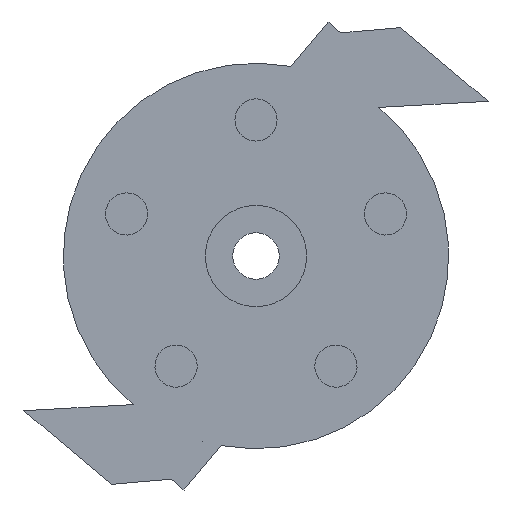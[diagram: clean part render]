
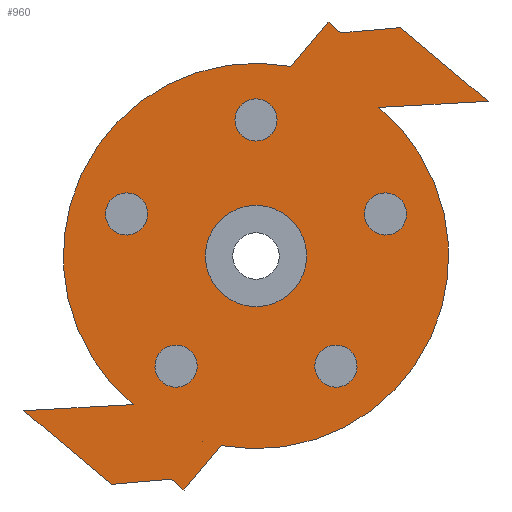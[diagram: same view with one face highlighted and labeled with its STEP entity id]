
A CAD part, left-side view. The second image highlights one B-rep face of the part: STEP entity #960.
In plain terms, the highlighted planar face has unit normal (-1, 0, 0).
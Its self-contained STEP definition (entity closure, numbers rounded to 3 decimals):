
#26=FACE_BOUND('',#190,.T.);
#27=FACE_BOUND('',#191,.T.);
#28=FACE_BOUND('',#192,.T.);
#29=FACE_BOUND('',#193,.T.);
#30=FACE_BOUND('',#194,.T.);
#31=FACE_BOUND('',#195,.T.);
#32=FACE_BOUND('',#196,.T.);
#33=CIRCLE('',#978,22.847);
#36=CIRCLE('',#982,22.847);
#53=CIRCLE('',#1023,2.5);
#54=CIRCLE('',#1025,2.5);
#55=CIRCLE('',#1027,2.5);
#56=CIRCLE('',#1029,2.5);
#57=CIRCLE('',#1031,2.5);
#59=CIRCLE('',#1045,22.847);
#60=CIRCLE('',#1048,6.);
#127=FACE_OUTER_BOUND('',#189,.T.);
#189=EDGE_LOOP('',(#850,#851,#852,#853,#854,#855,#856,#857,#858,#859,#860,
#861));
#190=EDGE_LOOP('',(#862,#863,#864));
#191=EDGE_LOOP('',(#865));
#192=EDGE_LOOP('',(#866));
#193=EDGE_LOOP('',(#867));
#194=EDGE_LOOP('',(#868));
#195=EDGE_LOOP('',(#869));
#196=EDGE_LOOP('',(#870));
#201=LINE('',#1331,#302);
#242=LINE('',#1439,#343);
#244=LINE('',#1442,#345);
#270=LINE('',#1504,#371);
#272=LINE('',#1508,#373);
#279=LINE('',#1535,#380);
#281=LINE('',#1539,#382);
#285=LINE('',#1547,#386);
#292=LINE('',#1566,#393);
#294=LINE('',#1577,#395);
#296=LINE('',#1581,#397);
#297=LINE('',#1583,#398);
#302=VECTOR('',#1064,10.);
#343=VECTOR('',#1151,10.);
#345=VECTOR('',#1155,10.);
#371=VECTOR('',#1217,10.);
#373=VECTOR('',#1221,10.);
#380=VECTOR('',#1254,10.);
#382=VECTOR('',#1258,10.);
#386=VECTOR('',#1268,10.);
#393=VECTOR('',#1295,10.);
#395=VECTOR('',#1309,10.);
#397=VECTOR('',#1313,10.);
#398=VECTOR('',#1316,10.);
#401=VERTEX_POINT('',#1325);
#403=VERTEX_POINT('',#1329);
#404=VERTEX_POINT('',#1333);
#406=VERTEX_POINT('',#1339);
#409=VERTEX_POINT('',#1344);
#445=VERTEX_POINT('',#1433);
#447=VERTEX_POINT('',#1437);
#464=VERTEX_POINT('',#1500);
#465=VERTEX_POINT('',#1502);
#466=VERTEX_POINT('',#1506);
#468=VERTEX_POINT('',#1514);
#469=VERTEX_POINT('',#1518);
#470=VERTEX_POINT('',#1522);
#471=VERTEX_POINT('',#1526);
#472=VERTEX_POINT('',#1530);
#473=VERTEX_POINT('',#1534);
#474=VERTEX_POINT('',#1538);
#475=VERTEX_POINT('',#1546);
#477=VERTEX_POINT('',#1562);
#478=VERTEX_POINT('',#1568);
#481=VERTEX_POINT('',#1579);
#485=EDGE_CURVE('',#403,#401,#201,.T.);
#486=EDGE_CURVE('',#401,#404,#33,.T.);
#492=EDGE_CURVE('',#409,#406,#36,.T.);
#538=EDGE_CURVE('',#445,#447,#242,.T.);
#540=EDGE_CURVE('',#447,#406,#244,.T.);
#573=EDGE_CURVE('',#464,#465,#270,.T.);
#575=EDGE_CURVE('',#465,#466,#272,.T.);
#579=EDGE_CURVE('',#468,#468,#53,.T.);
#581=EDGE_CURVE('',#469,#469,#54,.T.);
#583=EDGE_CURVE('',#470,#470,#55,.T.);
#585=EDGE_CURVE('',#471,#471,#56,.T.);
#587=EDGE_CURVE('',#472,#472,#57,.T.);
#588=EDGE_CURVE('',#445,#473,#279,.T.);
#590=EDGE_CURVE('',#474,#473,#281,.T.);
#594=EDGE_CURVE('',#464,#475,#285,.T.);
#602=EDGE_CURVE('',#477,#466,#59,.T.);
#603=EDGE_CURVE('',#474,#477,#292,.T.);
#604=EDGE_CURVE('',#478,#478,#60,.T.);
#608=EDGE_CURVE('',#404,#403,#294,.F.);
#610=EDGE_CURVE('',#409,#481,#296,.T.);
#611=EDGE_CURVE('',#475,#481,#297,.T.);
#850=ORIENTED_EDGE('',*,*,#492,.F.);
#851=ORIENTED_EDGE('',*,*,#610,.T.);
#852=ORIENTED_EDGE('',*,*,#611,.F.);
#853=ORIENTED_EDGE('',*,*,#594,.F.);
#854=ORIENTED_EDGE('',*,*,#573,.T.);
#855=ORIENTED_EDGE('',*,*,#575,.T.);
#856=ORIENTED_EDGE('',*,*,#602,.F.);
#857=ORIENTED_EDGE('',*,*,#603,.F.);
#858=ORIENTED_EDGE('',*,*,#590,.T.);
#859=ORIENTED_EDGE('',*,*,#588,.F.);
#860=ORIENTED_EDGE('',*,*,#538,.T.);
#861=ORIENTED_EDGE('',*,*,#540,.T.);
#862=ORIENTED_EDGE('',*,*,#485,.F.);
#863=ORIENTED_EDGE('',*,*,#608,.F.);
#864=ORIENTED_EDGE('',*,*,#486,.F.);
#865=ORIENTED_EDGE('',*,*,#579,.T.);
#866=ORIENTED_EDGE('',*,*,#581,.T.);
#867=ORIENTED_EDGE('',*,*,#583,.T.);
#868=ORIENTED_EDGE('',*,*,#585,.T.);
#869=ORIENTED_EDGE('',*,*,#587,.T.);
#870=ORIENTED_EDGE('',*,*,#604,.T.);
#910=PLANE('',#1055);
#960=ADVANCED_FACE('',(#127,#26,#27,#28,#29,#30,#31,#32),#910,.F.);
#978=AXIS2_PLACEMENT_3D('',#1334,#1067,#1068);
#982=AXIS2_PLACEMENT_3D('',#1346,#1078,#1079);
#1023=AXIS2_PLACEMENT_3D('',#1516,#1230,#1231);
#1025=AXIS2_PLACEMENT_3D('',#1520,#1235,#1236);
#1027=AXIS2_PLACEMENT_3D('',#1524,#1240,#1241);
#1029=AXIS2_PLACEMENT_3D('',#1528,#1245,#1246);
#1031=AXIS2_PLACEMENT_3D('',#1532,#1250,#1251);
#1045=AXIS2_PLACEMENT_3D('',#1564,#1291,#1292);
#1048=AXIS2_PLACEMENT_3D('',#1569,#1298,#1299);
#1055=AXIS2_PLACEMENT_3D('',#1584,#1317,#1318);
#1064=DIRECTION('',(0.,-0.643,0.766));
#1067=DIRECTION('center_axis',(1.,0.,0.));
#1068=DIRECTION('ref_axis',(0.,1.,0.));
#1078=DIRECTION('center_axis',(1.,0.,0.));
#1079=DIRECTION('ref_axis',(0.,1.,0.));
#1151=DIRECTION('',(0.,-0.766,-0.643));
#1155=DIRECTION('',(0.,-0.643,0.766));
#1217=DIRECTION('',(0.,0.766,0.643));
#1221=DIRECTION('',(0.,0.643,-0.766));
#1230=DIRECTION('center_axis',(1.,0.,0.));
#1231=DIRECTION('ref_axis',(0.,1.,0.));
#1235=DIRECTION('center_axis',(1.,0.,0.));
#1236=DIRECTION('ref_axis',(0.,0.309,-0.951));
#1240=DIRECTION('center_axis',(1.,0.,0.));
#1241=DIRECTION('ref_axis',(0.,-0.809,-0.588));
#1245=DIRECTION('center_axis',(1.,0.,0.));
#1246=DIRECTION('ref_axis',(0.,-0.809,0.588));
#1250=DIRECTION('center_axis',(1.,0.,0.));
#1251=DIRECTION('ref_axis',(0.,0.309,0.951));
#1254=DIRECTION('',(0.,0.996,-0.087));
#1258=DIRECTION('',(0.,-0.766,-0.643));
#1268=DIRECTION('',(0.,-0.996,0.087));
#1291=DIRECTION('center_axis',(1.,0.,0.));
#1292=DIRECTION('ref_axis',(0.,1.,0.));
#1295=DIRECTION('',(0.,-0.998,0.056));
#1298=DIRECTION('center_axis',(1.,0.,0.));
#1299=DIRECTION('ref_axis',(0.,-1.,0.));
#1309=DIRECTION('',(0.,0.882,0.471));
#1313=DIRECTION('',(0.,-0.998,0.056));
#1316=DIRECTION('',(0.,-0.766,-0.643));
#1317=DIRECTION('center_axis',(1.,0.,0.));
#1318=DIRECTION('ref_axis',(0.,1.,0.));
#1325=CARTESIAN_POINT('',(827.,0.3,12.038));
#1329=CARTESIAN_POINT('',(827.,0.302,12.036));
#1331=CARTESIAN_POINT('',(827.,0.302,12.036));
#1333=CARTESIAN_POINT('',(827.,0.315,12.043));
#1334=CARTESIAN_POINT('Origin',(827.,-6.,34.));
#1339=CARTESIAN_POINT('',(827.,-1.882,11.527));
#1344=CARTESIAN_POINT('',(827.,-20.561,51.606));
#1346=CARTESIAN_POINT('Origin',(827.,-6.,34.));
#1433=CARTESIAN_POINT('',(827.,4.063,7.553));
#1437=CARTESIAN_POINT('',(827.,2.531,6.267));
#1439=CARTESIAN_POINT('',(827.,4.063,7.553));
#1442=CARTESIAN_POINT('',(827.,-1.23,10.75));
#1500=CARTESIAN_POINT('',(827.,-16.063,60.447));
#1502=CARTESIAN_POINT('',(827.,-14.531,61.733));
#1504=CARTESIAN_POINT('',(827.,-16.063,60.447));
#1506=CARTESIAN_POINT('',(827.,-10.118,56.473));
#1508=CARTESIAN_POINT('',(827.,-10.768,57.247));
#1514=CARTESIAN_POINT('',(827.,-8.5,50.125));
#1516=CARTESIAN_POINT('Origin',(827.,-6.,50.125));
#1518=CARTESIAN_POINT('',(827.,8.563,41.36));
#1520=CARTESIAN_POINT('Origin',(827.,9.335,38.983));
#1522=CARTESIAN_POINT('',(827.,5.5,22.424));
#1524=CARTESIAN_POINT('Origin',(827.,3.478,20.955));
#1526=CARTESIAN_POINT('',(827.,-13.455,19.486));
#1528=CARTESIAN_POINT('Origin',(827.,-15.478,20.955));
#1530=CARTESIAN_POINT('',(827.,-22.108,36.605));
#1532=CARTESIAN_POINT('Origin',(827.,-21.335,38.983));
#1534=CARTESIAN_POINT('',(827.,11.108,6.937));
#1535=CARTESIAN_POINT('',(827.,-0.317,7.936));
#1538=CARTESIAN_POINT('',(827.,21.512,15.667));
#1539=CARTESIAN_POINT('',(827.,21.512,15.667));
#1546=CARTESIAN_POINT('',(827.,-23.108,61.063));
#1547=CARTESIAN_POINT('',(827.,-11.683,60.064));
#1562=CARTESIAN_POINT('',(827.,8.561,16.394));
#1564=CARTESIAN_POINT('Origin',(827.,-6.,34.));
#1566=CARTESIAN_POINT('',(827.,21.512,15.667));
#1568=CARTESIAN_POINT('',(827.,0.,34.));
#1569=CARTESIAN_POINT('Origin',(827.,-6.,34.));
#1577=CARTESIAN_POINT('',(827.,6.615,15.404));
#1579=CARTESIAN_POINT('',(827.,-33.512,52.333));
#1581=CARTESIAN_POINT('',(827.,-20.784,51.619));
#1583=CARTESIAN_POINT('',(827.,-19.277,64.277));
#1584=CARTESIAN_POINT('Origin',(827.,-6.,34.));
